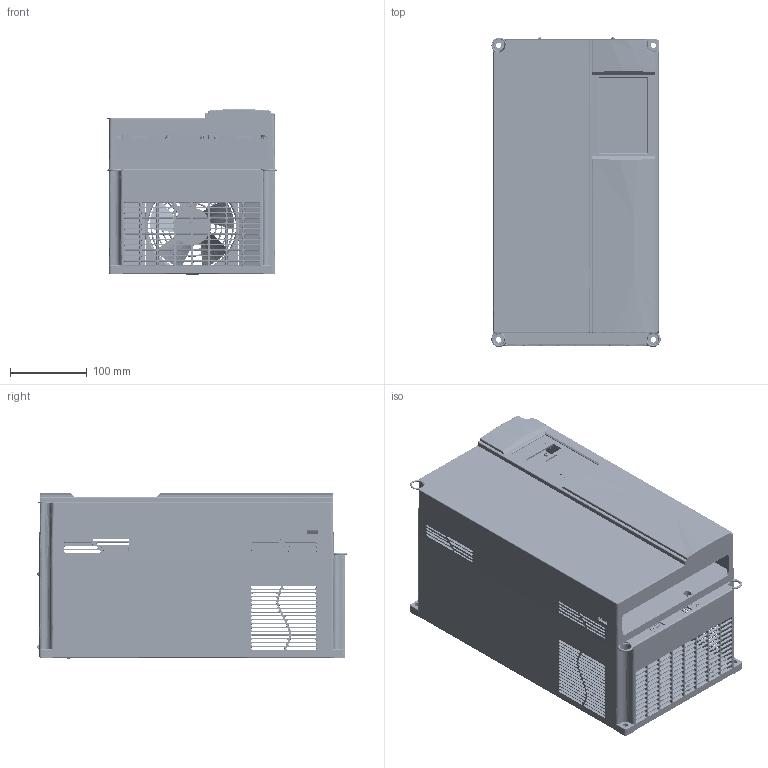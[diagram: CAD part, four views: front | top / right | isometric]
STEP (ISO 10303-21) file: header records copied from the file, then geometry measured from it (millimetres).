
FILE_DESCRIPTION((''),'2;1');
FILE_NAME('S28_ASM_ASM','2019-05-23T',('PC-TR'),(''),'PRO/ENGINEER BY PARAMETRIC TECHNOLOGY CORPORATION, 2010280','PRO/ENGINEER BY PARAMETRIC TECHNOLOGY CORPORATION, 2010280','');
FILE_SCHEMA(('CONFIG_CONTROL_DESIGN'));
Products named in the file (1): S28_ASM_ASM
Bounding box: 221.12 x 405.05 x 216.78 mm (x, y, z)
Surface area: 1307511.1 mm2 (no closed solid volume)
Topology: 0 solids, 0 shells, 4595 faces, 25966 edges, 25795 vertices
Faces by surface type: bspline 4358, torus 205, sphere 32
Entity records: 373813 total; most frequent: CARTESIAN_POINT 141366, DIRECTION 36180, TRIMMED_CURVE 33017, VECTOR 30328, LINE 30328, DEFINITIONAL_REPRESENTATION 25658, PCURVE 25658, COMPOSITE_CURVE_SEGMENT 25658
